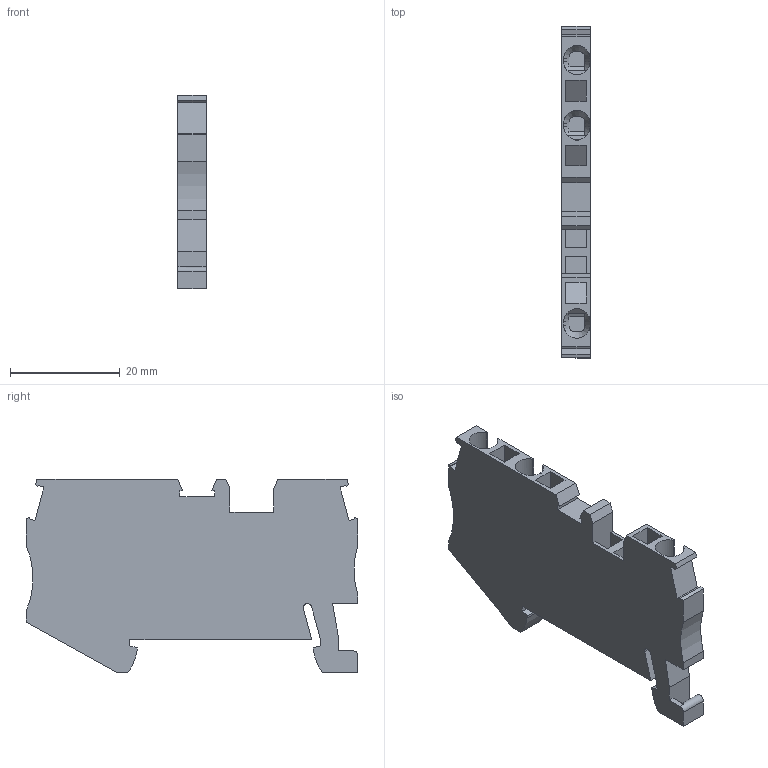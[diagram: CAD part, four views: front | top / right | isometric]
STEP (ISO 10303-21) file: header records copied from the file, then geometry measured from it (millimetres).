
FILE_DESCRIPTION(('Creo Elements/Direct Modeling STEP Export'),'2;1');
FILE_NAME('model.stp','2020-08-18T 0:12:32',(''),(''),'Creo Elements/Direct Modeling STEP processor for AP214 (Solid Model)','Creo Elements/Direct Modeling 20.1A 29-Sep-2018 (C) Parametric Technology GmbH','');
FILE_SCHEMA(('AUTOMOTIVE_DESIGN { 1 0 10303 214 1 1 1 1 }'));
Length unit declared in the file: millimetre
Products named in the file (2): ST25-TWIN-DIO_L-R_Select
Assembly tree (1 placements, depth 2):
  ST25-TWIN-DIO_L-R_Select
    ST25-TWIN-DIO_L-R_Select
Bounding box: 5.15 x 60.4 x 35.25 mm (x, y, z)
Volume: 7452.9 mm3; surface area: 5799.6 mm2
Topology: 1 solids, 2 shells, 160 faces, 439 edges, 287 vertices
Faces by surface type: plane 125, cylinder 25, cone 9, torus 1
Entity records: 8085 total; most frequent: CARTESIAN_POINT 2608, ORIENTED_EDGE 878, DIRECTION 814, EDGE_CURVE 439, VECTOR 350, LINE 350, VERTEX_POINT 287, AXIS2_PLACEMENT_3D 232
